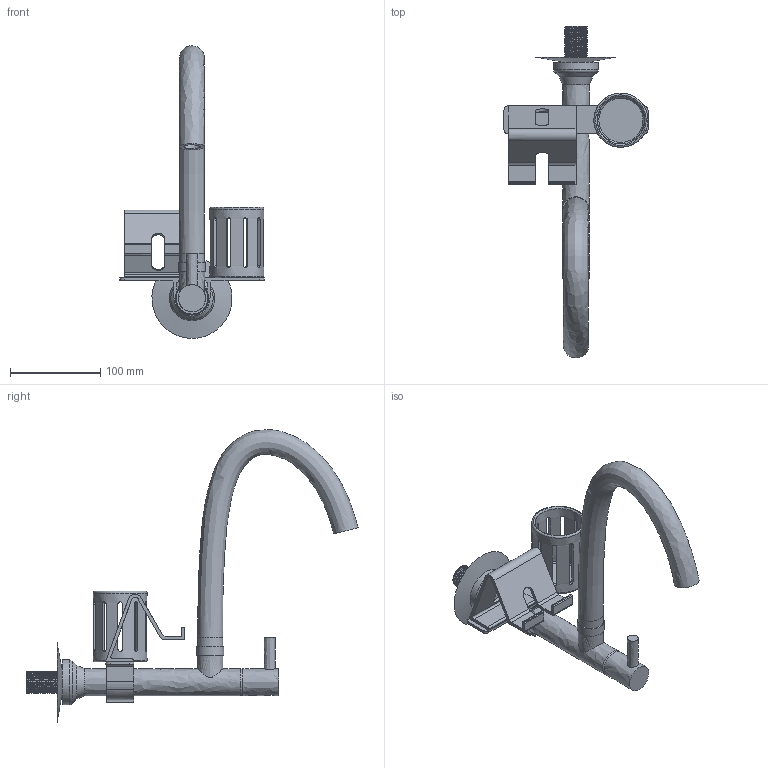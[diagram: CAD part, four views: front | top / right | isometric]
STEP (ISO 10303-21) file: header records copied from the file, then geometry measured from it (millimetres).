
FILE_DESCRIPTION(('FreeCAD Model'),'2;1');
FILE_NAME('Open CASCADE Shape Model','2025-05-01T21:15:11',('FreeCAD'),( 'FreeCAD'),'Open CASCADE STEP processor 7.6','FreeCAD','Unknown');
FILE_SCHEMA(('AUTOMOTIVE_DESIGN { 1 0 10303 214 1 1 1 1 }'));
Length unit declared in the file: millimetre
Products named in the file (1): Open CASCADE STEP translator 7.6 1
Bounding box: 159.73 x 368.14 x 324.63 mm (x, y, z)
Volume: 434456.6 mm3; surface area: 223352.7 mm2
Topology: 8 solids, 8 shells, 796 faces, 2353 edges, 1572 vertices
Faces by surface type: bspline 796
Entity records: 31460 total; most frequent: CARTESIAN_POINT 17997, ORIENTED_EDGE 4706, EDGE_CURVE 2353, B_SPLINE_CURVE_WITH_KNOTS 1852, VERTEX_POINT 1572, FACE_BOUND 835, EDGE_LOOP 835, ADVANCED_FACE 796
